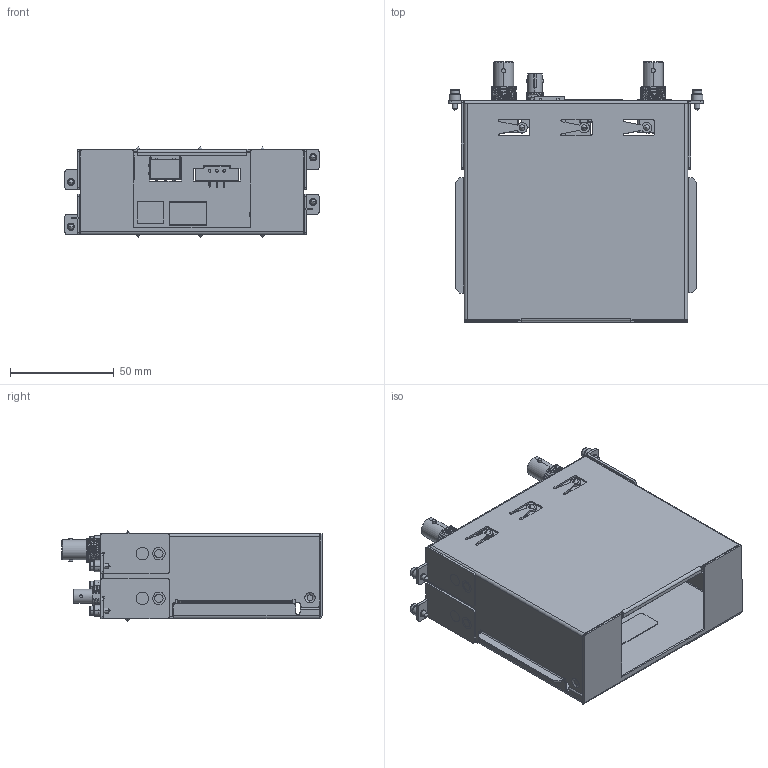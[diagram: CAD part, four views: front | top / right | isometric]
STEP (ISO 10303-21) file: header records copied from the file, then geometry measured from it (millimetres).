
FILE_DESCRIPTION((''),'2;1');
FILE_NAME('TMSKAH_ASM_1_ASM','2023-11-07T16:51:22',('wangzixiong'),(''),'CREO PARAMETRIC BY PTC INC, 2021023','CREO PARAMETRIC BY PTC INC, 2021023','');
FILE_SCHEMA(('AUTOMOTIVE_DESIGN { 1 0 10303 214 1 1 1 1 }'));
Length unit declared in the file: millimetre
Products named in the file (28): 102990201-1-1SFP-PUL__1; YUANKOU-0001__1; PRT0002_7__1; 104102005-1-2LED-LEK_1__1; PRT0001_11__1; RG45-0001__1; 107022026-1-1RJ45-XM__1; PRT0009__1; PRT0010__1; PRT0011__1; PRT0012__1; ASM0006_ASM__ASM_1_ASM; ASM0005_ASM__ASM_1_ASM; ASM0003_ASM__ASM_1_ASM; ASM0002_ASM__ASM_1_ASM; SONGBUTUO__ASM_1_ASM; PRT0064__1; PRT0065__1; PRT0066__1; PRT0067__1; ASM0023__ASM_1_ASM; ASM0022__ASM_1_ASM; ASM0021__ASM_1_ASM; ASM0020__ASM_1_ASM; ASM0019__ASM_1_ASM; _-3X3_5-1897254_1; GPS-DUABZI_1; TMSKAH_ASM_1_ASM
Assembly tree (34 placements, depth 7):
  TMSKAH_ASM_1_ASM
    102990201-1-1SFP-PUL__1
    YUANKOU-0001__1  x2
    PRT0002_7__1
    104102005-1-2LED-LEK_1__1  x2
    PRT0001_11__1
    RG45-0001__1
    107022026-1-1RJ45-XM__1
    SONGBUTUO__ASM_1_ASM  x2
      ASM0002_ASM__ASM_1_ASM
        ASM0003_ASM__ASM_1_ASM
          ASM0005_ASM__ASM_1_ASM
            PRT0009__1
            PRT0010__1  x2
            ASM0006_ASM__ASM_1_ASM
              PRT0011__1
              PRT0012__1
    ASM0019__ASM_1_ASM  x2
      ASM0020__ASM_1_ASM
        ASM0021__ASM_1_ASM
          ASM0022__ASM_1_ASM
            PRT0064__1
            PRT0065__1  x2
            ASM0023__ASM_1_ASM
              PRT0066__1
              PRT0067__1
    _-3X3_5-1897254_1
    GPS-DUABZI_1  x2
Bounding box: 122.4 x 125.3 x 43.66 mm (x, y, z)
Volume: 52168.9 mm3; surface area: 101817.6 mm2
Topology: 32 solids, 32 shells, 1942 faces, 5105 edges, 3344 vertices
Faces by surface type: plane 1078, cylinder 679, cone 95, bspline 58, torus 24, sphere 8
Entity records: 55977 total; most frequent: CARTESIAN_POINT 14090, DIRECTION 7907, ORIENTED_EDGE 7896, EDGE_CURVE 3948, AXIS2_PLACEMENT_3D 2664, VERTEX_POINT 2611, VECTOR 2579, LINE 2579
